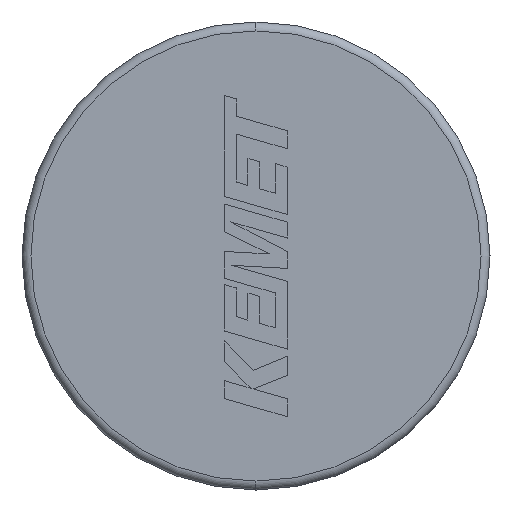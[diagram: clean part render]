
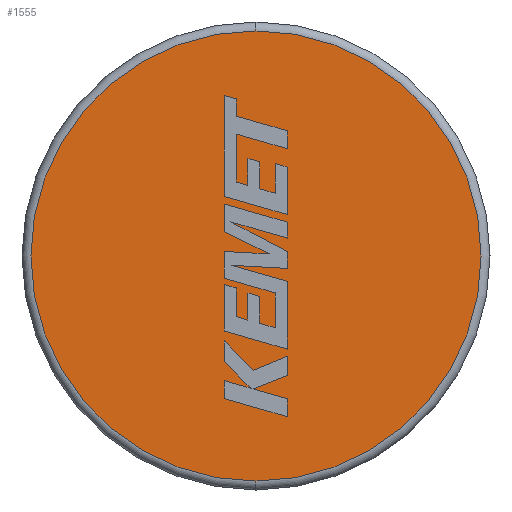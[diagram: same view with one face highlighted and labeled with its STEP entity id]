
A CAD part, left-side view. The second image highlights one B-rep face of the part: STEP entity #1555.
In plain terms, the highlighted planar face has unit normal (-1, 0, 0).
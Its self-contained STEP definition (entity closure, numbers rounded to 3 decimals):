
#121 = VERTEX_POINT ( 'NONE', #2562 ) ;
#136 = DIRECTION ( 'NONE',  ( -1., 0., 0. ) ) ;
#488 = AXIS2_PLACEMENT_3D ( 'NONE', #2058, #136, #1241 ) ;
#717 = EDGE_CURVE ( 'NONE', #1161, #121, #2100, .T. ) ;
#772 = EDGE_LOOP ( 'NONE', ( #1503, #2443 ) ) ;
#791 = CARTESIAN_POINT ( 'NONE',  ( 0., 0., -5.05 ) ) ;
#967 = CIRCLE ( 'NONE', #488, 5.05 ) ;
#1161 = VERTEX_POINT ( 'NONE', #791 ) ;
#1236 = DIRECTION ( 'NONE',  ( -1., 0., 0. ) ) ;
#1241 = DIRECTION ( 'NONE',  ( 0., 0., -1. ) ) ;
#1503 = ORIENTED_EDGE ( 'NONE', *, *, #717, .T. ) ;
#1505 = CARTESIAN_POINT ( 'NONE',  ( 0., 0., 0. ) ) ;
#1555 = ADVANCED_FACE ( 'NONE', ( #2563 ), #3378, .F. ) ;
#1749 = DIRECTION ( 'NONE',  ( 0., 0., -1. ) ) ;
#1980 = AXIS2_PLACEMENT_3D ( 'NONE', #1505, #1236, #1749 ) ;
#2058 = CARTESIAN_POINT ( 'NONE',  ( 0., 0., 0. ) ) ;
#2100 = CIRCLE ( 'NONE', #1980, 5.05 ) ;
#2106 = AXIS2_PLACEMENT_3D ( 'NONE', #3402, #3147, #2628 ) ;
#2207 = EDGE_CURVE ( 'NONE', #121, #1161, #967, .T. ) ;
#2443 = ORIENTED_EDGE ( 'NONE', *, *, #2207, .T. ) ;
#2562 = CARTESIAN_POINT ( 'NONE',  ( 0., 0., 5.05 ) ) ;
#2563 = FACE_OUTER_BOUND ( 'NONE', #772, .T. ) ;
#2628 = DIRECTION ( 'NONE',  ( 0., 0., -1. ) ) ;
#3147 = DIRECTION ( 'NONE',  ( 1., 0., 0. ) ) ;
#3378 = PLANE ( 'NONE',  #2106 ) ;
#3402 = CARTESIAN_POINT ( 'NONE',  ( 0., 0., 0. ) ) ;
